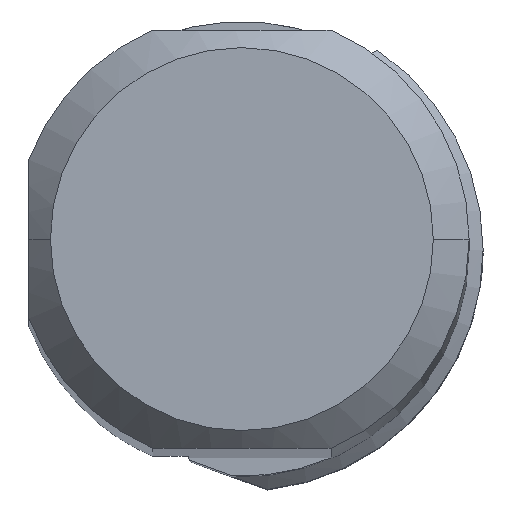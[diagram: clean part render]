
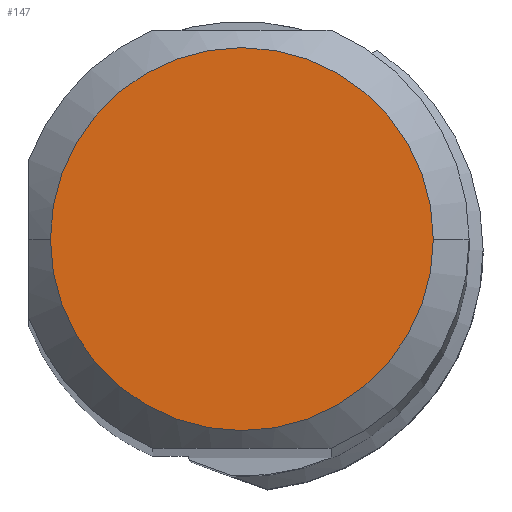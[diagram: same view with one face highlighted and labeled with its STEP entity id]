
A CAD part, top view. The second image highlights one B-rep face of the part: STEP entity #147.
In plain terms, the highlighted planar face has unit normal (0, 0, 1).
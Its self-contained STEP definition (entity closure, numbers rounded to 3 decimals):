
#78=PLANE('',#1350);
#147=ADVANCED_FACE('',(#238),#78,.T.);
#238=FACE_OUTER_BOUND('',#303,.T.);
#303=EDGE_LOOP('',(#740,#741,#742));
#358=CIRCLE('',#1343,5.35);
#360=CIRCLE('',#1347,5.35);
#361=CIRCLE('',#1348,5.35);
#740=ORIENTED_EDGE('',*,*,#1124,.F.);
#741=ORIENTED_EDGE('',*,*,#1131,.F.);
#742=ORIENTED_EDGE('',*,*,#1130,.F.);
#976=VERTEX_POINT('',#2093);
#977=VERTEX_POINT('',#2095);
#979=VERTEX_POINT('',#2111);
#1124=EDGE_CURVE('',#976,#977,#358,.T.);
#1130=EDGE_CURVE('',#977,#979,#360,.T.);
#1131=EDGE_CURVE('',#979,#976,#361,.T.);
#1343=AXIS2_PLACEMENT_3D('',#2094,#1604,#1605);
#1347=AXIS2_PLACEMENT_3D('',#2110,#1614,#1615);
#1348=AXIS2_PLACEMENT_3D('',#2112,#1616,#1617);
#1350=AXIS2_PLACEMENT_3D('',#2114,#1620,#1621);
#1604=DIRECTION('',(0.,0.,-1.));
#1605=DIRECTION('',(-1.,0.,0.));
#1614=DIRECTION('',(0.,0.,-1.));
#1615=DIRECTION('',(1.,0.,0.));
#1616=DIRECTION('',(0.,0.,-1.));
#1617=DIRECTION('',(0.,-1.,0.));
#1620=DIRECTION('',(0.,0.,1.));
#1621=DIRECTION('',(-1.,0.,0.));
#2093=CARTESIAN_POINT('',(-5.35,0.,0.));
#2094=CARTESIAN_POINT('',(0.,0.,0.));
#2095=CARTESIAN_POINT('',(5.35,0.,0.));
#2110=CARTESIAN_POINT('',(0.,0.,0.));
#2111=CARTESIAN_POINT('',(0.,-5.35,0.));
#2112=CARTESIAN_POINT('',(0.,0.,0.));
#2114=CARTESIAN_POINT('',(0.,0.,0.));
